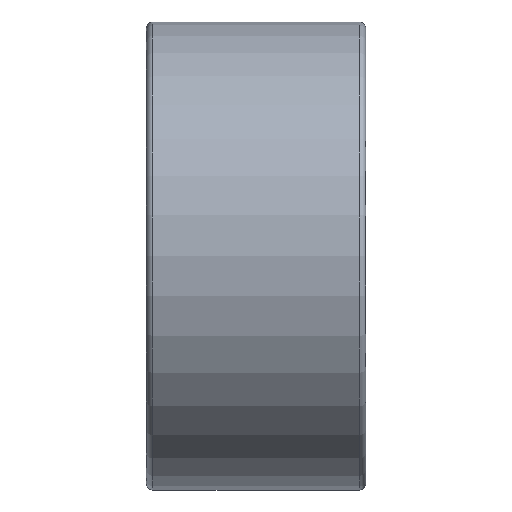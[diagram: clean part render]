
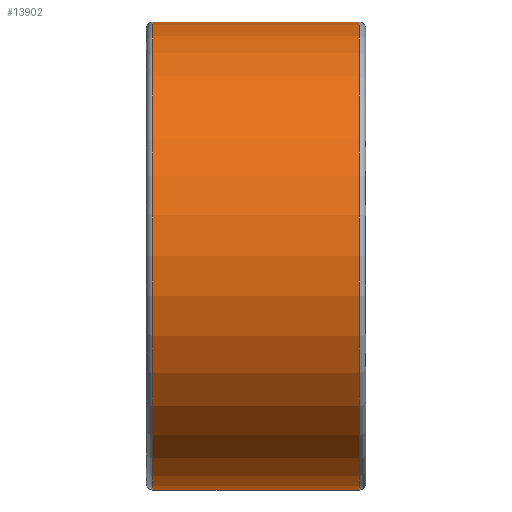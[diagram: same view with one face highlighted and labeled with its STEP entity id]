
A CAD part, top view. The second image highlights one B-rep face of the part: STEP entity #13902.
In plain terms, the highlighted cylindrical face has radius 11 mm (diameter 22 mm), a partial arc.
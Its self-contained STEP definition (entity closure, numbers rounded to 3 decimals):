
#3431=CARTESIAN_POINT('',(-4.855,0.,0.));
#3432=DIRECTION('',(1.,0.,0.));
#3433=DIRECTION('',(0.,1.,0.));
#3434=AXIS2_PLACEMENT_3D('',#3431,#3432,#3433);
#3439=CARTESIAN_POINT('',(4.855,0.,0.));
#3440=DIRECTION('',(1.,0.,0.));
#3441=DIRECTION('',(0.,1.,0.));
#3442=AXIS2_PLACEMENT_3D('',#3439,#3440,#3441);
#3455=DIRECTION('',(-1.,0.,0.));
#3456=VECTOR('',#3455,9.71);
#3457=CARTESIAN_POINT('',(4.855,-11.,0.));
#3458=LINE('',#3457,#3456);
#3470=DIRECTION('',(-1.,0.,0.));
#3471=VECTOR('',#3470,9.71);
#3472=CARTESIAN_POINT('',(4.855,11.,0.));
#3473=LINE('',#3472,#3471);
#10760=CARTESIAN_POINT('',(-4.855,11.,0.));
#10761=CARTESIAN_POINT('',(-4.855,-11.,0.));
#10762=VERTEX_POINT('',#10760);
#10763=VERTEX_POINT('',#10761);
#10764=CARTESIAN_POINT('',(4.855,11.,0.));
#10765=CARTESIAN_POINT('',(4.855,-11.,0.));
#10766=VERTEX_POINT('',#10764);
#10767=VERTEX_POINT('',#10765);
#13888=CARTESIAN_POINT('',(-5.671,0.,0.));
#13889=DIRECTION('',(1.,0.,0.));
#13890=DIRECTION('',(0.,-1.,0.));
#13891=AXIS2_PLACEMENT_3D('',#13888,#13889,#13890);
#13892=CYLINDRICAL_SURFACE('',#13891,11.);
#13893=ORIENTED_EDGE('',*,*,#13878,.F.);
#13895=ORIENTED_EDGE('',*,*,#13894,.F.);
#13897=ORIENTED_EDGE('',*,*,#13896,.T.);
#13899=ORIENTED_EDGE('',*,*,#13898,.T.);
#13900=EDGE_LOOP('',(#13893,#13895,#13897,#13899));
#13901=FACE_OUTER_BOUND('',#13900,.F.);
#3435=CIRCLE('',#3434,11.);
#3443=CIRCLE('',#3442,11.);
#13878=EDGE_CURVE('',#10762,#10763,#3435,.T.);
#13894=EDGE_CURVE('',#10766,#10762,#3473,.T.);
#13896=EDGE_CURVE('',#10766,#10767,#3443,.T.);
#13898=EDGE_CURVE('',#10767,#10763,#3458,.T.);
#13902=ADVANCED_FACE('',(#13901),#13892,.T.);
